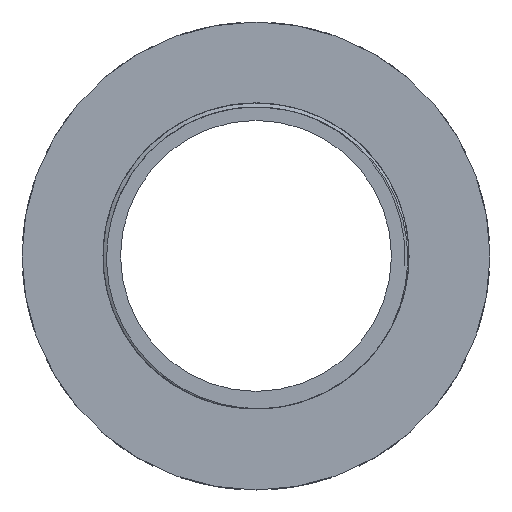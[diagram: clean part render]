
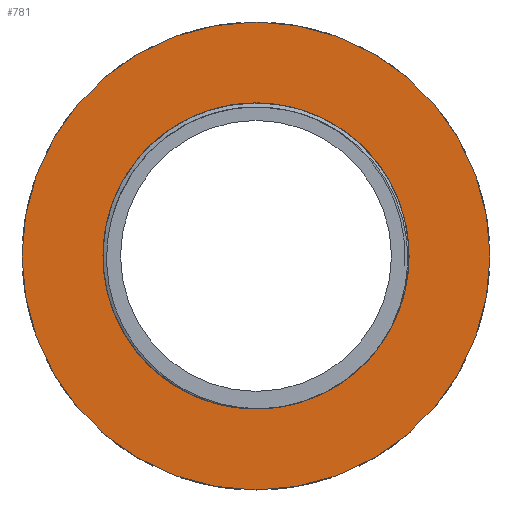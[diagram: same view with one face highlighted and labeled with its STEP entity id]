
A CAD part, top view. The second image highlights one B-rep face of the part: STEP entity #781.
In plain terms, the highlighted planar face has unit normal (0, 0, 1).
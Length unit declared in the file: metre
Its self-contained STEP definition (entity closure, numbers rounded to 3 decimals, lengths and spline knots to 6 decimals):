
#781 = ADVANCED_FACE( '', ( #1776, #1777 ), #1778, .F. );
#1776 = FACE_OUTER_BOUND( '', #3196, .T. );
#1777 = FACE_BOUND( '', #3197, .T. );
#1778 = PLANE( '', #3198 );
#3196 = EDGE_LOOP( '', ( #5973 ) );
#3197 = EDGE_LOOP( '', ( #5974 ) );
#3198 = AXIS2_PLACEMENT_3D( '', #5975, #5976, #5977 );
#5973 = ORIENTED_EDGE( '', *, *, #10134, .F. );
#5974 = ORIENTED_EDGE( '', *, *, #10320, .T. );
#5975 = CARTESIAN_POINT( '', ( 0.024161, 0., 0.002981 ) );
#5976 = DIRECTION( '', ( 0., 0., -1. ) );
#5977 = DIRECTION( '', ( -1., 0., 0. ) );
#10134 = EDGE_CURVE( '', #12147, #12147, #12148, .T. );
#10320 = EDGE_CURVE( '', #12427, #12427, #12428, .T. );
#12147 = VERTEX_POINT( '', #16067 );
#12148 = CIRCLE( '', #16068, 0.03195 );
#12427 = VERTEX_POINT( '', #16770 );
#12428 = CIRCLE( '', #16771, 0.0205 );
#16067 = CARTESIAN_POINT( '', ( -0.03195, 0., 0.002981 ) );
#16068 = AXIS2_PLACEMENT_3D( '', #20076, #20077, #20078 );
#16770 = CARTESIAN_POINT( '', ( -0.0205, 0., 0.002981 ) );
#16771 = AXIS2_PLACEMENT_3D( '', #20286, #20287, #20288 );
#20076 = CARTESIAN_POINT( '', ( 0., 0., 0.002981 ) );
#20077 = DIRECTION( '', ( 0., 0., -1. ) );
#20078 = DIRECTION( '', ( -1., 0., 0. ) );
#20286 = CARTESIAN_POINT( '', ( 0., 0., 0.002981 ) );
#20287 = DIRECTION( '', ( 0., 0., -1. ) );
#20288 = DIRECTION( '', ( -1., 0., 0. ) );
